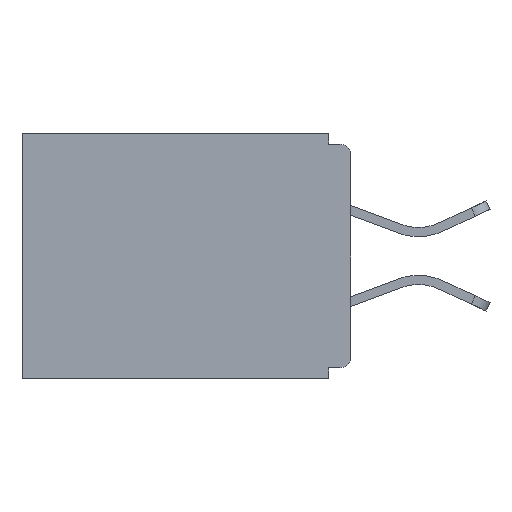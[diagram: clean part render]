
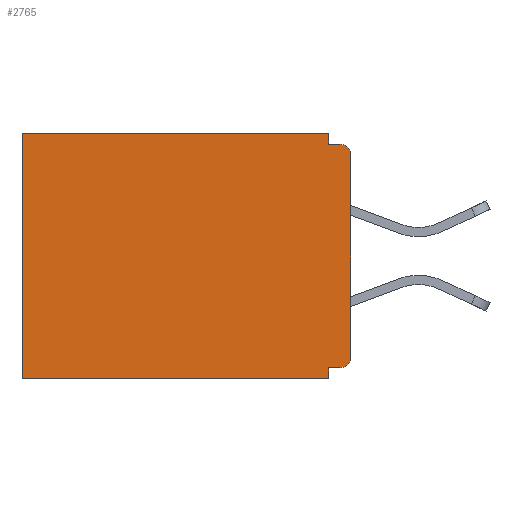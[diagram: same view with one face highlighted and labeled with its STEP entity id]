
A CAD part, left-side view. The second image highlights one B-rep face of the part: STEP entity #2765.
In plain terms, the highlighted planar face has unit normal (-1, 0, 0).
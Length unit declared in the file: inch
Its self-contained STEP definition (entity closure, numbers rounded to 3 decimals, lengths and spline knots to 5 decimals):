
#27 = CARTESIAN_POINT ( 'NONE',  ( 0.298, 0., -0.015 ) ) ;
#115 = VECTOR ( 'NONE', #5846, 39.37008 ) ;
#373 = LINE ( 'NONE', #6429, #11199 ) ;
#439 = AXIS2_PLACEMENT_3D ( 'NONE', #14914, #5586, #2942 ) ;
#526 = CARTESIAN_POINT ( 'NONE',  ( 0.298, 0.46, -0.343 ) ) ;
#884 = CARTESIAN_POINT ( 'NONE',  ( 0.298, 0., -0.343 ) ) ;
#1100 = CARTESIAN_POINT ( 'NONE',  ( 0.298, 0.015, -0.313 ) ) ;
#1435 = CARTESIAN_POINT ( 'NONE',  ( 0.298, 0.015, -0.328 ) ) ;
#1468 = CARTESIAN_POINT ( 'NONE',  ( 0.298, 0.015, -0.015 ) ) ;
#1591 = EDGE_CURVE ( 'NONE', #1925, #7880, #3745, .T. ) ;
#1827 = ORIENTED_EDGE ( 'NONE', *, *, #2725, .F. ) ;
#1902 = LINE ( 'NONE', #10400, #14624 ) ;
#1925 = VERTEX_POINT ( 'NONE', #2392 ) ;
#2392 = CARTESIAN_POINT ( 'NONE',  ( 0.298, 0.031, -0.328 ) ) ;
#2459 = CARTESIAN_POINT ( 'NONE',  ( 0.298, 0., -0.03 ) ) ;
#2725 = EDGE_CURVE ( 'NONE', #4834, #8599, #13643, .T. ) ;
#2765 = ADVANCED_FACE ( 'NONE', ( #8352 ), #16205, .F. ) ;
#2942 = DIRECTION ( 'NONE',  ( 0., 0., -1. ) ) ;
#3007 = CARTESIAN_POINT ( 'NONE',  ( 0.298, 0.015, -0.03 ) ) ;
#3085 = AXIS2_PLACEMENT_3D ( 'NONE', #3007, #11319, #12429 ) ;
#3353 = CARTESIAN_POINT ( 'NONE',  ( 0.298, 0., -0.313 ) ) ;
#3745 = LINE ( 'NONE', #9704, #115 ) ;
#3760 = ORIENTED_EDGE ( 'NONE', *, *, #16144, .F. ) ;
#3910 = DIRECTION ( 'NONE',  ( 0., 0., -1. ) ) ;
#3984 = DIRECTION ( 'NONE',  ( 0., 0., -1. ) ) ;
#4105 = ORIENTED_EDGE ( 'NONE', *, *, #9945, .T. ) ;
#4120 = VECTOR ( 'NONE', #12299, 39.37008 ) ;
#4614 = ORIENTED_EDGE ( 'NONE', *, *, #6281, .T. ) ;
#4743 = ORIENTED_EDGE ( 'NONE', *, *, #15364, .F. ) ;
#4834 = VERTEX_POINT ( 'NONE', #13738 ) ;
#5586 = DIRECTION ( 'NONE',  ( 1., 0., 0. ) ) ;
#5800 = ORIENTED_EDGE ( 'NONE', *, *, #1591, .F. ) ;
#5846 = DIRECTION ( 'NONE',  ( 0., 0., -1. ) ) ;
#6281 = EDGE_CURVE ( 'NONE', #6475, #8386, #9438, .T. ) ;
#6392 = CARTESIAN_POINT ( 'NONE',  ( 0.298, 0.46, 0. ) ) ;
#6429 = CARTESIAN_POINT ( 'NONE',  ( 0.298, 0., -0.328 ) ) ;
#6475 = VERTEX_POINT ( 'NONE', #7933 ) ;
#6536 = EDGE_CURVE ( 'NONE', #6475, #4834, #15612, .T. ) ;
#6638 = CARTESIAN_POINT ( 'NONE',  ( 0.298, 0., 0. ) ) ;
#7650 = DIRECTION ( 'NONE',  ( 0., 1., 0. ) ) ;
#7773 = DIRECTION ( 'NONE',  ( 0., 0., -1. ) ) ;
#7880 = VERTEX_POINT ( 'NONE', #8344 ) ;
#7933 = CARTESIAN_POINT ( 'NONE',  ( 0.298, 0.031, 0. ) ) ;
#7972 = VECTOR ( 'NONE', #7773, 39.37008 ) ;
#8221 = LINE ( 'NONE', #884, #17533 ) ;
#8344 = CARTESIAN_POINT ( 'NONE',  ( 0.298, 0.031, -0.343 ) ) ;
#8352 = FACE_OUTER_BOUND ( 'NONE', #9679, .T. ) ;
#8386 = VERTEX_POINT ( 'NONE', #6392 ) ;
#8599 = VERTEX_POINT ( 'NONE', #1468 ) ;
#9357 = AXIS2_PLACEMENT_3D ( 'NONE', #1100, #10642, #3984 ) ;
#9438 = LINE ( 'NONE', #10006, #10518 ) ;
#9679 = EDGE_LOOP ( 'NONE', ( #4105, #1827, #10370, #4614, #13239, #4743, #5800, #12635, #13067, #3760 ) ) ;
#9704 = CARTESIAN_POINT ( 'NONE',  ( 0.298, 0.031, -0.343 ) ) ;
#9945 = EDGE_CURVE ( 'NONE', #11942, #8599, #15065, .T. ) ;
#10006 = CARTESIAN_POINT ( 'NONE',  ( 0.298, 0., 0. ) ) ;
#10370 = ORIENTED_EDGE ( 'NONE', *, *, #6536, .F. ) ;
#10400 = CARTESIAN_POINT ( 'NONE',  ( 0.298, 0.46, 0. ) ) ;
#10518 = VECTOR ( 'NONE', #12691, 39.37008 ) ;
#10642 = DIRECTION ( 'NONE',  ( -1., 0., 0. ) ) ;
#11199 = VECTOR ( 'NONE', #7650, 39.37008 ) ;
#11319 = DIRECTION ( 'NONE',  ( -1., 0., 0. ) ) ;
#11414 = LINE ( 'NONE', #6638, #11803 ) ;
#11803 = VECTOR ( 'NONE', #3910, 39.37008 ) ;
#11942 = VERTEX_POINT ( 'NONE', #2459 ) ;
#12299 = DIRECTION ( 'NONE',  ( 0., -1., 0. ) ) ;
#12429 = DIRECTION ( 'NONE',  ( 0., 0., -1. ) ) ;
#12635 = ORIENTED_EDGE ( 'NONE', *, *, #15340, .F. ) ;
#12691 = DIRECTION ( 'NONE',  ( 0., 1., 0. ) ) ;
#13067 = ORIENTED_EDGE ( 'NONE', *, *, #14004, .T. ) ;
#13112 = VERTEX_POINT ( 'NONE', #526 ) ;
#13191 = DIRECTION ( 'NONE',  ( 0., 0., -1. ) ) ;
#13239 = ORIENTED_EDGE ( 'NONE', *, *, #14208, .T. ) ;
#13643 = LINE ( 'NONE', #27, #4120 ) ;
#13738 = CARTESIAN_POINT ( 'NONE',  ( 0.298, 0.031, -0.015 ) ) ;
#14004 = EDGE_CURVE ( 'NONE', #15116, #15768, #16739, .T. ) ;
#14208 = EDGE_CURVE ( 'NONE', #8386, #13112, #1902, .T. ) ;
#14624 = VECTOR ( 'NONE', #13191, 39.37008 ) ;
#14914 = CARTESIAN_POINT ( 'NONE',  ( 0.298, 0., 0. ) ) ;
#15065 = CIRCLE ( 'NONE', #3085, 0.015 ) ;
#15116 = VERTEX_POINT ( 'NONE', #1435 ) ;
#15340 = EDGE_CURVE ( 'NONE', #15116, #1925, #373, .T. ) ;
#15364 = EDGE_CURVE ( 'NONE', #7880, #13112, #8221, .T. ) ;
#15612 = LINE ( 'NONE', #15880, #7972 ) ;
#15756 = DIRECTION ( 'NONE',  ( 0., 1., 0. ) ) ;
#15768 = VERTEX_POINT ( 'NONE', #3353 ) ;
#15880 = CARTESIAN_POINT ( 'NONE',  ( 0.298, 0.031, -0.343 ) ) ;
#16144 = EDGE_CURVE ( 'NONE', #11942, #15768, #11414, .T. ) ;
#16205 = PLANE ( 'NONE',  #439 ) ;
#16739 = CIRCLE ( 'NONE', #9357, 0.015 ) ;
#17533 = VECTOR ( 'NONE', #15756, 39.37008 ) ;
